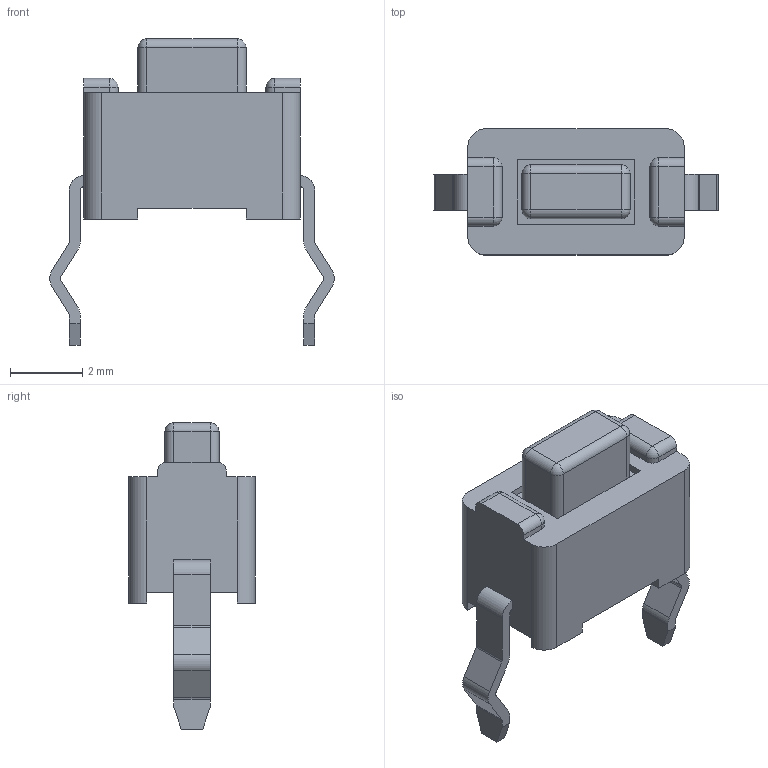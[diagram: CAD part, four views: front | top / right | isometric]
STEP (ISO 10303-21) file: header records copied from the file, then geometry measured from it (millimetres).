
FILE_DESCRIPTION((' '),'2;1');
FILE_NAME('TL1107BFxxxWQ.stp','2017-07-28T08:59:12',(' '),(' '),' ','ACIS',' ');
FILE_SCHEMA(('CONFIG_CONTROL_DESIGN'));
Length unit declared in the file: inch
Products named in the file (1): TL1107BFxxxWQ.stp
Bounding box: 7.9 x 3.5 x 8.5 mm (x, y, z)
Volume: 67.3 mm3; surface area: 197.4 mm2
Topology: 1 solids, 2 shells, 174 faces, 449 edges, 282 vertices
Faces by surface type: plane 100, cylinder 58, sphere 12, bspline 4
Entity records: 5419 total; most frequent: CARTESIAN_POINT 1053, DIRECTION 894, ORIENTED_EDGE 880, EDGE_CURVE 440, VECTOR 320, LINE 320, AXIS2_PLACEMENT_3D 287, VERTEX_POINT 276
